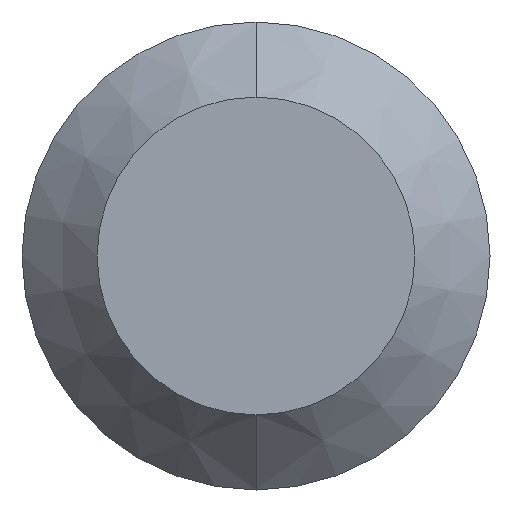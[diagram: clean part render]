
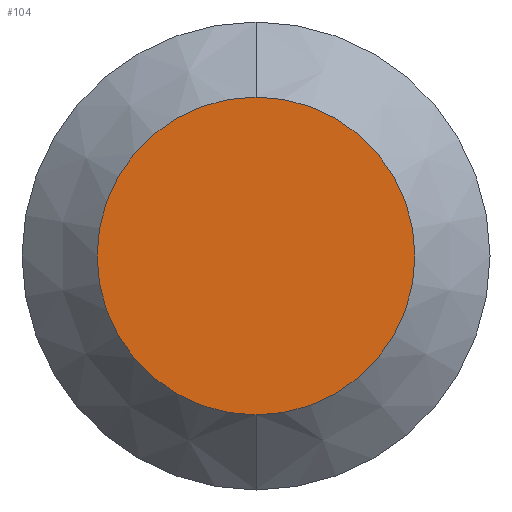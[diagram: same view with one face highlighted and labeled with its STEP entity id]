
A CAD part, front view. The second image highlights one B-rep face of the part: STEP entity #104.
In plain terms, the highlighted planar face has unit normal (0, -1, 0).
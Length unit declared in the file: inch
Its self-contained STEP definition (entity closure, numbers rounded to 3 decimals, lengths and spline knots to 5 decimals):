
#14 = CARTESIAN_POINT ( 'NONE',  ( 0., 0., 0. ) ) ;
#19 = CARTESIAN_POINT ( 'NONE',  ( 0., 0., -0.04235 ) ) ;
#39 = CARTESIAN_POINT ( 'NONE',  ( 0., 0., 0.04235 ) ) ;
#40 = EDGE_CURVE ( 'NONE', #230, #80, #247, .T. ) ;
#52 = DIRECTION ( 'NONE',  ( 0., -1., 0. ) ) ;
#59 = ORIENTED_EDGE ( 'NONE', *, *, #227, .T. ) ;
#70 = CARTESIAN_POINT ( 'NONE',  ( 0., 0., 0. ) ) ;
#80 = VERTEX_POINT ( 'NONE', #39 ) ;
#87 = ORIENTED_EDGE ( 'NONE', *, *, #40, .T. ) ;
#104 = ADVANCED_FACE ( 'NONE', ( #177 ), #142, .F. ) ;
#117 = EDGE_LOOP ( 'NONE', ( #59, #87 ) ) ;
#120 = CIRCLE ( 'NONE', #144, 0.04235 ) ;
#142 = PLANE ( 'NONE',  #175 ) ;
#144 = AXIS2_PLACEMENT_3D ( 'NONE', #14, #52, #268 ) ;
#175 = AXIS2_PLACEMENT_3D ( 'NONE', #276, #232, #191 ) ;
#177 = FACE_OUTER_BOUND ( 'NONE', #117, .T. ) ;
#191 = DIRECTION ( 'NONE',  ( 0., 0., 1. ) ) ;
#206 = AXIS2_PLACEMENT_3D ( 'NONE', #70, #211, #210 ) ;
#210 = DIRECTION ( 'NONE',  ( 0., 0., 1. ) ) ;
#211 = DIRECTION ( 'NONE',  ( 0., -1., 0. ) ) ;
#227 = EDGE_CURVE ( 'NONE', #80, #230, #120, .T. ) ;
#230 = VERTEX_POINT ( 'NONE', #19 ) ;
#232 = DIRECTION ( 'NONE',  ( 0., 1., 0. ) ) ;
#247 = CIRCLE ( 'NONE', #206, 0.04235 ) ;
#268 = DIRECTION ( 'NONE',  ( 0., 0., 1. ) ) ;
#276 = CARTESIAN_POINT ( 'NONE',  ( 0., 0., 0. ) ) ;
